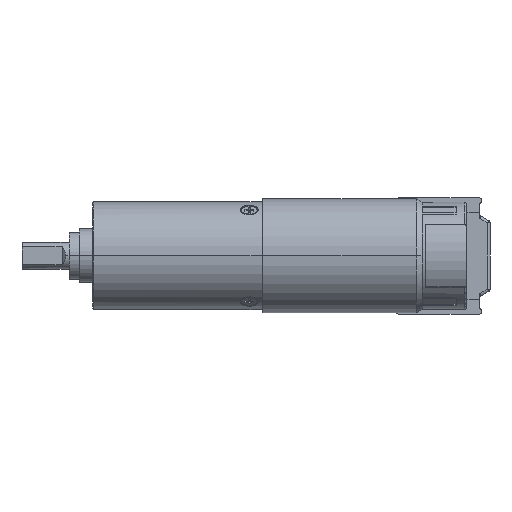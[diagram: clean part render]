
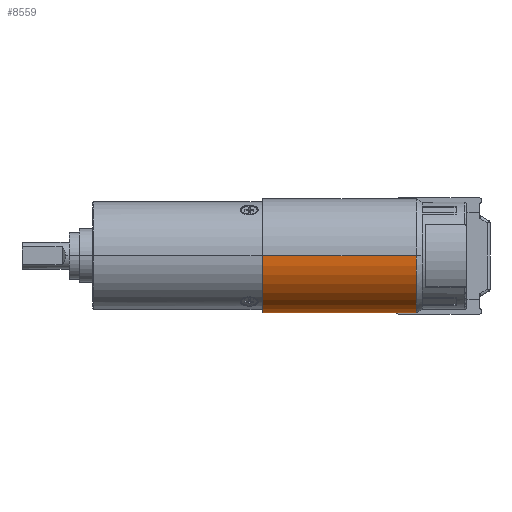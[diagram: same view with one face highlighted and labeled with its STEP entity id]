
A CAD part, front view. The second image highlights one B-rep face of the part: STEP entity #8559.
In plain terms, the highlighted cylindrical face has radius 8.5 mm (diameter 17 mm), a partial arc.
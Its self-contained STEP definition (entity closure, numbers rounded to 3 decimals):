
#446=CARTESIAN_POINT('',(0.1,0.,0.));
#447=DIRECTION('',(-1.,0.,0.));
#448=DIRECTION('',(0.,1.,0.));
#449=AXIS2_PLACEMENT_3D('',#446,#447,#448);
#451=DIRECTION('',(-1.,0.,0.));
#452=VECTOR('',#451,22.834);
#453=CARTESIAN_POINT('',(22.934,-8.5,0.));
#454=LINE('',#453,#452);
#455=CARTESIAN_POINT('',(22.934,0.,0.));
#456=DIRECTION('',(-1.,0.,0.));
#457=DIRECTION('',(0.,1.,0.));
#458=AXIS2_PLACEMENT_3D('',#455,#456,#457);
#460=DIRECTION('',(-1.,0.,0.));
#461=VECTOR('',#460,22.834);
#462=CARTESIAN_POINT('',(22.934,8.5,0.));
#463=LINE('',#462,#461);
#6394=CARTESIAN_POINT('',(22.934,-8.5,0.));
#6396=VERTEX_POINT('',#6394);
#6397=CARTESIAN_POINT('',(22.934,8.5,0.));
#6398=VERTEX_POINT('',#6397);
#6586=CARTESIAN_POINT('',(0.1,-8.5,0.));
#6587=CARTESIAN_POINT('',(0.1,8.5,0.));
#6588=VERTEX_POINT('',#6586);
#6589=VERTEX_POINT('',#6587);
#8545=CARTESIAN_POINT('',(0.,0.,0.));
#8546=DIRECTION('',(1.,0.,0.));
#8547=DIRECTION('',(0.,-1.,0.));
#8548=AXIS2_PLACEMENT_3D('',#8545,#8546,#8547);
#8549=CYLINDRICAL_SURFACE('',#8548,8.5);
#8551=ORIENTED_EDGE('',*,*,#8550,.T.);
#8553=ORIENTED_EDGE('',*,*,#8552,.F.);
#8554=ORIENTED_EDGE('',*,*,#8470,.F.);
#8556=ORIENTED_EDGE('',*,*,#8555,.T.);
#8557=EDGE_LOOP('',(#8551,#8553,#8554,#8556));
#8558=FACE_OUTER_BOUND('',#8557,.F.);
#8559=ADVANCED_FACE('',(#8558),#8549,.T.);
#450=CIRCLE('',#449,8.5);
#459=CIRCLE('',#458,8.5);
#8470=EDGE_CURVE('',#6398,#6396,#459,.T.);
#8550=EDGE_CURVE('',#6589,#6588,#450,.T.);
#8552=EDGE_CURVE('',#6396,#6588,#454,.T.);
#8555=EDGE_CURVE('',#6398,#6589,#463,.T.);
